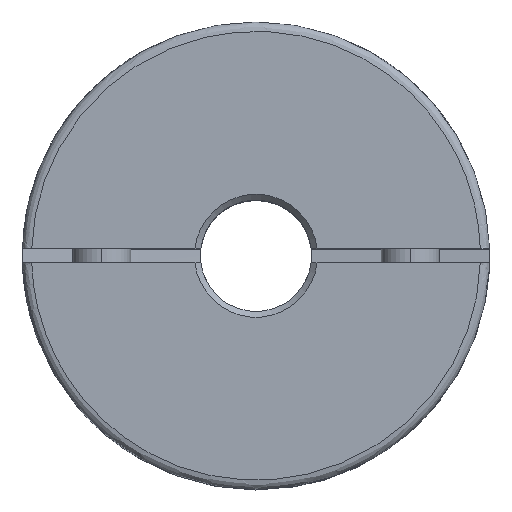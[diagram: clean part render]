
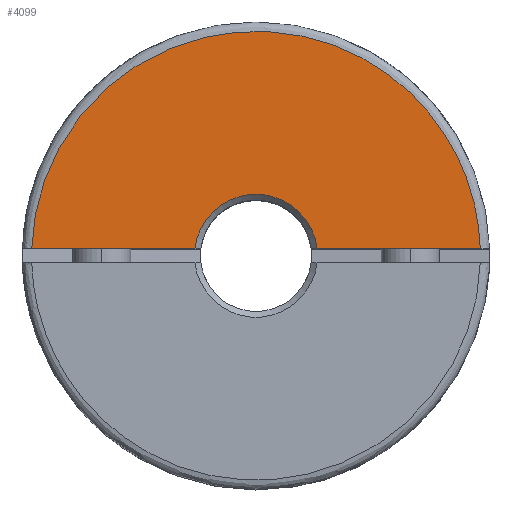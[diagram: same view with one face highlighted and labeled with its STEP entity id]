
A CAD part, top view. The second image highlights one B-rep face of the part: STEP entity #4099.
In plain terms, the highlighted planar face has unit normal (0, 0, 1).
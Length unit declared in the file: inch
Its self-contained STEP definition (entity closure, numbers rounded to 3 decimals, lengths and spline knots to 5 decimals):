
#31 = ORIENTED_EDGE ( 'NONE', *, *, #6716, .T. ) ;
#307 = DIRECTION ( 'NONE',  ( 1., 0., 0. ) ) ;
#341 = ORIENTED_EDGE ( 'NONE', *, *, #2619, .T. ) ;
#416 = CARTESIAN_POINT ( 'NONE',  ( 0.71109, 1.44511, 0.76772 ) ) ;
#681 = ORIENTED_EDGE ( 'NONE', *, *, #6216, .F. ) ;
#1184 = CIRCLE ( 'NONE', #6114, 0.20719 ) ;
#1193 = CARTESIAN_POINT ( 'NONE',  ( 0.16535, 0.02362, 0.76772 ) ) ;
#1195 = DIRECTION ( 'NONE',  ( 0., 0., -1. ) ) ;
#1345 = CARTESIAN_POINT ( 'NONE',  ( 0.75554, 0.02362, 0.76772 ) ) ;
#2010 = EDGE_LOOP ( 'NONE', ( #341, #31, #6577, #681 ) ) ;
#2396 = LINE ( 'NONE', #1193, #5000 ) ;
#2619 = EDGE_CURVE ( 'NONE', #7153, #3265, #3884, .T. ) ;
#2728 = CARTESIAN_POINT ( 'NONE',  ( 0.75554, 0.02362, 0.76772 ) ) ;
#3265 = VERTEX_POINT ( 'NONE', #5452 ) ;
#3664 = DIRECTION ( 'NONE',  ( 0., 0., 1. ) ) ;
#3718 = VECTOR ( 'NONE', #5654, 39.37008 ) ;
#3882 = VERTEX_POINT ( 'NONE', #1345 ) ;
#3884 = LINE ( 'NONE', #6207, #3718 ) ;
#3943 = CARTESIAN_POINT ( 'NONE',  ( 0.20583, 0.02362, 0.76772 ) ) ;
#4099 = ADVANCED_FACE ( 'NONE', ( #6453 ), #6046, .T. ) ;
#4165 = CARTESIAN_POINT ( 'NONE',  ( 0., 0., 0.76772 ) ) ;
#4699 = DIRECTION ( 'NONE',  ( 1., 0., 0. ) ) ;
#4846 = AXIS2_PLACEMENT_3D ( 'NONE', #4165, #3664, #307 ) ;
#5000 = VECTOR ( 'NONE', #4699, 39.37008 ) ;
#5059 = EDGE_CURVE ( 'NONE', #6690, #3882, #2396, .T. ) ;
#5150 = DIRECTION ( 'NONE',  ( 1., 0., 0. ) ) ;
#5452 = CARTESIAN_POINT ( 'NONE',  ( -0.20583, 0.02362, 0.76772 ) ) ;
#5597 = CARTESIAN_POINT ( 'NONE',  ( -0.71109, 1.44511, 0.76772 ) ) ;
#5654 = DIRECTION ( 'NONE',  ( 1., 0., 0. ) ) ;
#5884 =( BOUNDED_CURVE ( )  B_SPLINE_CURVE ( 3, ( #7244, #5597, #416, #2728 ),
 .UNSPECIFIED., .F., .T. ) 
 B_SPLINE_CURVE_WITH_KNOTS ( ( 4, 4 ),
 ( 0., 1. ),
 .UNSPECIFIED. ) 
 CURVE ( )  GEOMETRIC_REPRESENTATION_ITEM ( )  RATIONAL_B_SPLINE_CURVE ( ( 1., 0.354, 0.354, 1. ) ) 
 REPRESENTATION_ITEM ( '' )  );
#6046 = PLANE ( 'NONE',  #4846 ) ;
#6114 = AXIS2_PLACEMENT_3D ( 'NONE', #6233, #1195, #5150 ) ;
#6207 = CARTESIAN_POINT ( 'NONE',  ( 0.16535, 0.02362, 0.76772 ) ) ;
#6216 = EDGE_CURVE ( 'NONE', #7153, #3882, #5884, .T. ) ;
#6233 = CARTESIAN_POINT ( 'NONE',  ( 0., 0., 0.76772 ) ) ;
#6408 = CARTESIAN_POINT ( 'NONE',  ( -0.75554, 0.02362, 0.76772 ) ) ;
#6453 = FACE_OUTER_BOUND ( 'NONE', #2010, .T. ) ;
#6577 = ORIENTED_EDGE ( 'NONE', *, *, #5059, .T. ) ;
#6690 = VERTEX_POINT ( 'NONE', #3943 ) ;
#6716 = EDGE_CURVE ( 'NONE', #3265, #6690, #1184, .T. ) ;
#7153 = VERTEX_POINT ( 'NONE', #6408 ) ;
#7244 = CARTESIAN_POINT ( 'NONE',  ( -0.75554, 0.02362, 0.76772 ) ) ;
